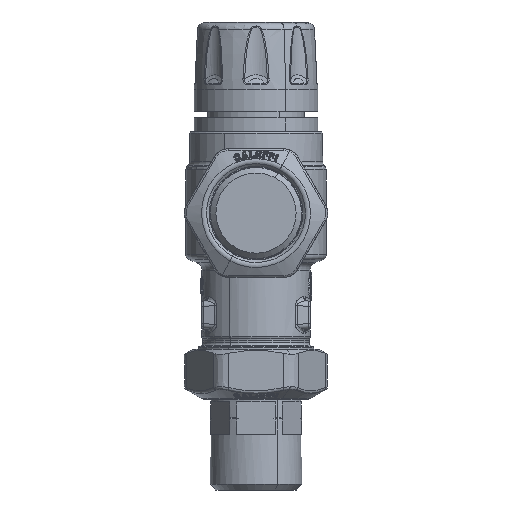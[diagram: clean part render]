
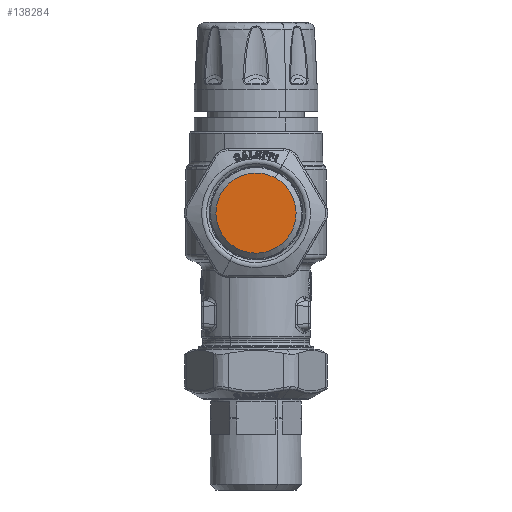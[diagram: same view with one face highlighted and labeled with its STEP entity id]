
A CAD part, front view. The second image highlights one B-rep face of the part: STEP entity #138284.
In plain terms, the highlighted planar face has unit normal (0, -1, 0).
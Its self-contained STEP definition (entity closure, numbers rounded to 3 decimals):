
#138261=CARTESIAN_POINT('Axis2P3D Location',(44.125,-39.375,-8.5)) ;
#138266=CARTESIAN_POINT('Axis2P3D Location',(44.125,-39.375,-8.5)) ;
#138270=CARTESIAN_POINT('Vertex',(51.1,-39.375,4.269)) ;
#138272=CARTESIAN_POINT('Vertex',(37.149,-39.375,-21.269)) ;
#138275=CARTESIAN_POINT('Axis2P3D Location',(44.125,-39.375,-8.5)) ;
#138262=DIRECTION('Axis2P3D Direction',(0.,1.,0.)) ;
#138263=DIRECTION('Axis2P3D XDirection',(1.,0.,0.)) ;
#138267=DIRECTION('Axis2P3D Direction',(0.,1.,0.)) ;
#138276=DIRECTION('Axis2P3D Direction',(0.,1.,0.)) ;
#138264=AXIS2_PLACEMENT_3D('Plane Axis2P3D',#138261,#138262,#138263) ;
#138268=AXIS2_PLACEMENT_3D('Circle Axis2P3D',#138266,#138267,$) ;
#138277=AXIS2_PLACEMENT_3D('Circle Axis2P3D',#138275,#138276,$) ;
#138269=CIRCLE('generated circle',#138268,14.55) ;
#138278=CIRCLE('generated circle',#138277,14.55) ;
#138265=PLANE('',#138264) ;
#138274=EDGE_CURVE('',#138271,#138273,#138269,.T.) ;
#138279=EDGE_CURVE('',#138273,#138271,#138278,.T.) ;
#138281=ORIENTED_EDGE('',*,*,#138274,.F.) ;
#138282=ORIENTED_EDGE('',*,*,#138279,.F.) ;
#138280=EDGE_LOOP('',(#138281,#138282)) ;
#138271=VERTEX_POINT('',#138270) ;
#138273=VERTEX_POINT('',#138272) ;
#138284=ADVANCED_FACE('PartBody',(#138283),#138265,.F.) ;
#138283=FACE_OUTER_BOUND('',#138280,.T.) ;
